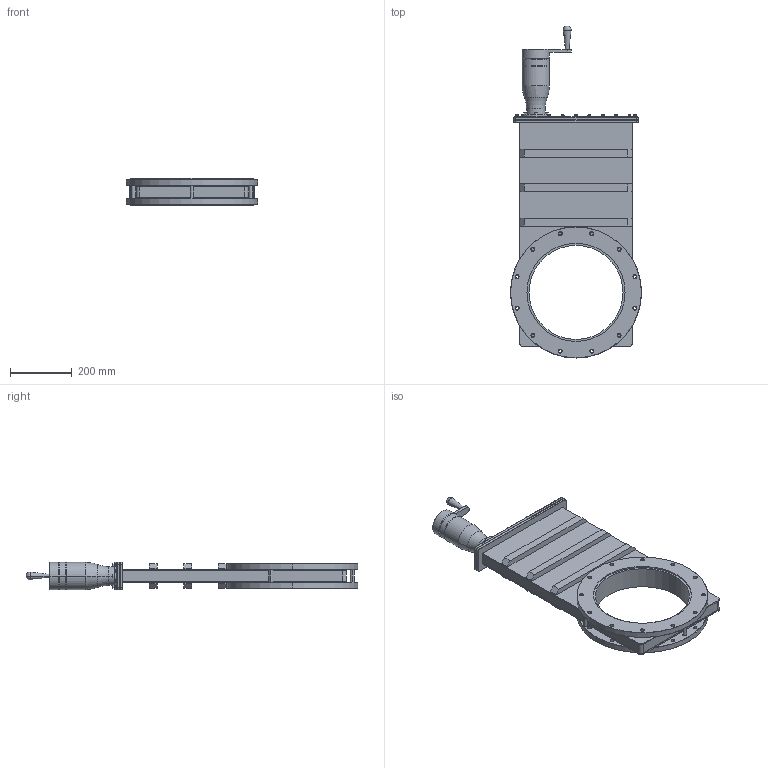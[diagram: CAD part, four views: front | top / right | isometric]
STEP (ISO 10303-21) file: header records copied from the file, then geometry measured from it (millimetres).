
FILE_DESCRIPTION((''),'2;1');
FILE_NAME('11110-1203','2011-02-14T',('jd'),(''),'PRO/ENGINEER BY PARAMETRIC TECHNOLOGY CORPORATION, 2010280','PRO/ENGINEER BY PARAMETRIC TECHNOLOGY CORPORATION, 2010280','');
FILE_SCHEMA(('CONFIG_CONTROL_DESIGN'));
Length unit declared in the file: inch
Products named in the file (1): 11110-1203
Bounding box: 424.94 x 1076.15 x 88.9 mm (x, y, z)
Volume: 13421789.4 mm3; surface area: 928211.6 mm2
Topology: 1 solids, 25 shells, 653 faces, 1553 edges, 981 vertices
Faces by surface type: plane 323, cylinder 187, cone 137, torus 2, bspline 2, sphere 2
Entity records: 19041 total; most frequent: CARTESIAN_POINT 3494, DIRECTION 3370, ORIENTED_EDGE 3006, EDGE_CURVE 1551, AXIS2_PLACEMENT_3D 1195, VERTEX_POINT 981, VECTOR 980, LINE 980
